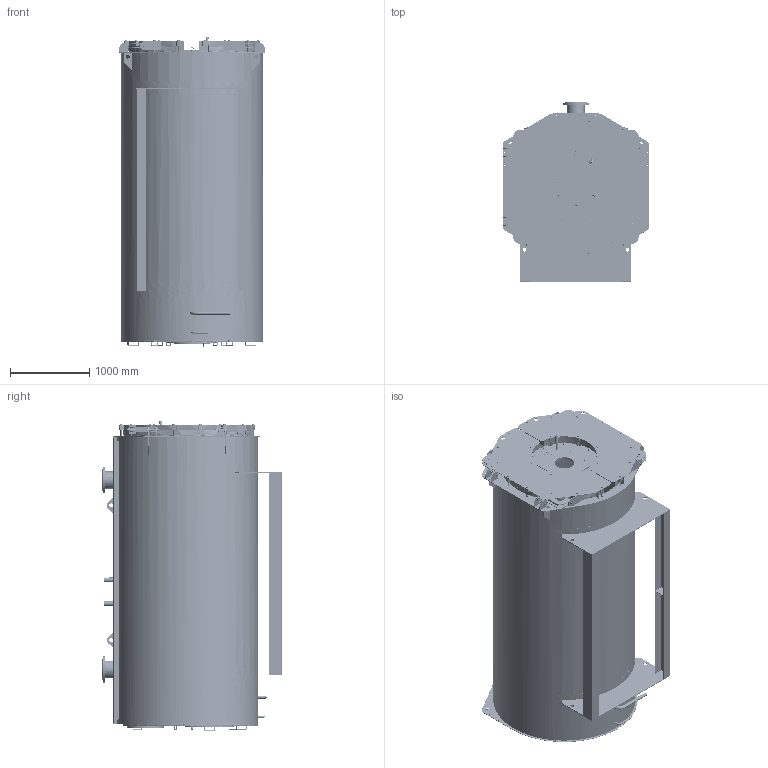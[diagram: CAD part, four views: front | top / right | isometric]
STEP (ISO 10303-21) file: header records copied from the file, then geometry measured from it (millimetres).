
FILE_DESCRIPTION(/* description */ (''),/* implementation_level */ '2;1');
FILE_NAME(/* name */ 'WH2 3Д модель.stp',/* time_stamp */ '2023-03-31T11:20:18+07:00',/* author */ ('v.aleksandrov'),/* organization */ (''),/* preprocessor_version */ 'ST-DEVELOPER v18',/* originating_system */ 'Autodesk Inventor 2020',/* authorisation */ '');
FILE_SCHEMA (('CONFIG_CONTROL_DESIGN'));
Length unit declared in the file: millimetre
Products named in the file (1): WH2 3Д модель
Bounding box: 1851 x 2260 x 3913.6 mm (x, y, z)
Volume: 13513062.5 mm3; surface area: 108539691.8 mm2
Topology: 43 solids, 50 shells, 6220 faces, 16363 edges, 10914 vertices
Faces by surface type: plane 3415, cylinder 1994, cone 513, torus 187, bspline 111
Full cylindrical faces by diameter (mm): 4 x1, 5 x2, 6 x49, 7 x10, 7.8 x1, 8 x76, 8.4 x16, 8.8 x1, 9 x32, 10 x78, 11 x51, 12 x10, 13 x70, 14 x44, 15 x80, 16 x17, 17 x3, 18 x91, 19 x6, 20 x8, 21 x84, 22 x41, 24 x22, 25 x8, 26 x1, 27.1 x1, 28 x32, 30 x7, 33.5 x1, 35 x1
Entity records: 218494 total; most frequent: CARTESIAN_POINT 54093, DIRECTION 33651, ORIENTED_EDGE 32754, EDGE_CURVE 16389, AXIS2_PLACEMENT_3D 12569, VERTEX_POINT 10926, LINE 8513, VECTOR 8513
